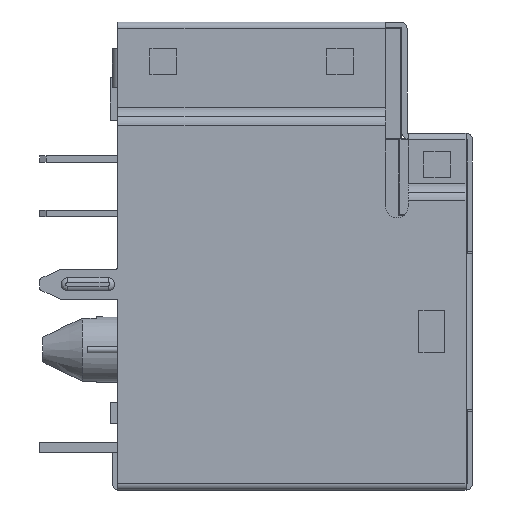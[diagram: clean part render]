
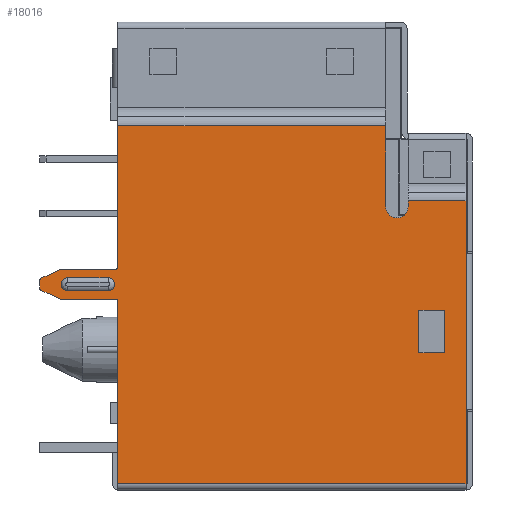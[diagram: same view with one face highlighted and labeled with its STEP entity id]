
A CAD part, left-side view. The second image highlights one B-rep face of the part: STEP entity #18016.
In plain terms, the highlighted planar face has unit normal (-1, 0, 0).
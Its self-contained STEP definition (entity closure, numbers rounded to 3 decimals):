
#351=CIRCLE('',#18822,0.3);
#353=CIRCLE('',#18826,0.3);
#357=CIRCLE('',#18832,0.1);
#359=CIRCLE('',#18836,0.1);
#361=CIRCLE('',#18840,0.1);
#363=CIRCLE('',#18844,0.1);
#369=CIRCLE('',#18852,0.525);
#373=CIRCLE('',#18860,0.1);
#375=CIRCLE('',#18864,0.1);
#1787=ORIENTED_EDGE('',*,*,#5252,.F.);
#1788=ORIENTED_EDGE('',*,*,#5254,.F.);
#1789=ORIENTED_EDGE('',*,*,#5245,.F.);
#1790=ORIENTED_EDGE('',*,*,#5249,.F.);
#1791=ORIENTED_EDGE('',*,*,#5228,.F.);
#1792=ORIENTED_EDGE('',*,*,#5233,.T.);
#1793=ORIENTED_EDGE('',*,*,#5234,.F.);
#1794=ORIENTED_EDGE('',*,*,#5185,.T.);
#1795=ORIENTED_EDGE('',*,*,#5187,.F.);
#1796=ORIENTED_EDGE('',*,*,#5192,.T.);
#1797=ORIENTED_EDGE('',*,*,#5193,.F.);
#1798=ORIENTED_EDGE('',*,*,#5198,.T.);
#1799=ORIENTED_EDGE('',*,*,#5201,.F.);
#1800=ORIENTED_EDGE('',*,*,#5203,.T.);
#1801=ORIENTED_EDGE('',*,*,#5049,.T.);
#1802=ORIENTED_EDGE('',*,*,#5110,.T.);
#1803=ORIENTED_EDGE('',*,*,#5108,.T.);
#1804=ORIENTED_EDGE('',*,*,#5256,.T.);
#1805=ORIENTED_EDGE('',*,*,#5208,.T.);
#1806=ORIENTED_EDGE('',*,*,#5216,.T.);
#1807=ORIENTED_EDGE('',*,*,#5217,.T.);
#1808=ORIENTED_EDGE('',*,*,#5181,.T.);
#1809=ORIENTED_EDGE('',*,*,#5224,.T.);
#1810=ORIENTED_EDGE('',*,*,#5227,.T.);
#1811=ORIENTED_EDGE('',*,*,#5179,.T.);
#1812=ORIENTED_EDGE('',*,*,#5177,.T.);
#1813=ORIENTED_EDGE('',*,*,#5176,.T.);
#1814=ORIENTED_EDGE('',*,*,#5173,.T.);
#5049=EDGE_CURVE('',#6894,#6893,#8132,.T.);
#5108=EDGE_CURVE('',#6937,#6936,#8175,.T.);
#5110=EDGE_CURVE('',#6893,#6937,#8176,.T.);
#5173=EDGE_CURVE('',#6983,#6982,#8226,.T.);
#5176=EDGE_CURVE('',#6984,#6983,#351,.F.);
#5177=EDGE_CURVE('',#6985,#6984,#8227,.T.);
#5179=EDGE_CURVE('',#6982,#6985,#353,.F.);
#5181=EDGE_CURVE('',#6987,#6986,#8228,.T.);
#5185=EDGE_CURVE('',#6991,#6990,#357,.T.);
#5187=EDGE_CURVE('',#6992,#6990,#8231,.T.);
#5192=EDGE_CURVE('',#6992,#6995,#359,.T.);
#5193=EDGE_CURVE('',#6996,#6995,#8235,.T.);
#5198=EDGE_CURVE('',#6996,#6999,#361,.T.);
#5201=EDGE_CURVE('',#7001,#6999,#8241,.T.);
#5203=EDGE_CURVE('',#7001,#6894,#363,.F.);
#5208=EDGE_CURVE('',#7007,#7006,#8244,.T.);
#5216=EDGE_CURVE('',#7006,#7013,#369,.T.);
#5217=EDGE_CURVE('',#7013,#6987,#8249,.T.);
#5224=EDGE_CURVE('',#6986,#7017,#8254,.T.);
#5227=EDGE_CURVE('',#7017,#7019,#373,.F.);
#5228=EDGE_CURVE('',#7020,#7019,#8256,.T.);
#5233=EDGE_CURVE('',#7020,#7023,#375,.T.);
#5234=EDGE_CURVE('',#6991,#7023,#8260,.T.);
#5245=EDGE_CURVE('',#7029,#7030,#8265,.T.);
#5249=EDGE_CURVE('',#7033,#7029,#8269,.T.);
#5252=EDGE_CURVE('',#7035,#7033,#8272,.T.);
#5254=EDGE_CURVE('',#7030,#7035,#8274,.T.);
#5256=EDGE_CURVE('',#6936,#7007,#8276,.T.);
#6893=VERTEX_POINT('',#24468);
#6894=VERTEX_POINT('',#24470);
#6936=VERTEX_POINT('',#24581);
#6937=VERTEX_POINT('',#24583);
#6982=VERTEX_POINT('',#24714);
#6983=VERTEX_POINT('',#24716);
#6984=VERTEX_POINT('',#24720);
#6985=VERTEX_POINT('',#24724);
#6986=VERTEX_POINT('',#24730);
#6987=VERTEX_POINT('',#24732);
#6990=VERTEX_POINT('',#24739);
#6991=VERTEX_POINT('',#24741);
#6992=VERTEX_POINT('',#24745);
#6995=VERTEX_POINT('',#24753);
#6996=VERTEX_POINT('',#24757);
#6999=VERTEX_POINT('',#24765);
#7001=VERTEX_POINT('',#24771);
#7006=VERTEX_POINT('',#24785);
#7007=VERTEX_POINT('',#24787);
#7013=VERTEX_POINT('',#24801);
#7017=VERTEX_POINT('',#24816);
#7019=VERTEX_POINT('',#24822);
#7020=VERTEX_POINT('',#24826);
#7023=VERTEX_POINT('',#24834);
#7029=VERTEX_POINT('',#24858);
#7030=VERTEX_POINT('',#24860);
#7033=VERTEX_POINT('',#24867);
#7035=VERTEX_POINT('',#24873);
#8132=LINE('',#24469,#9585);
#8175=LINE('',#24582,#9628);
#8176=LINE('',#24586,#9629);
#8226=LINE('',#24715,#9679);
#8227=LINE('',#24723,#9680);
#8228=LINE('',#24731,#9681);
#8231=LINE('',#24744,#9684);
#8235=LINE('',#24756,#9688);
#8241=LINE('',#24772,#9694);
#8244=LINE('',#24786,#9697);
#8249=LINE('',#24804,#9702);
#8254=LINE('',#24817,#9707);
#8256=LINE('',#24825,#9709);
#8260=LINE('',#24837,#9713);
#8265=LINE('',#24859,#9718);
#8269=LINE('',#24868,#9722);
#8272=LINE('',#24874,#9725);
#8274=LINE('',#24877,#9727);
#8276=LINE('',#24880,#9729);
#9585=VECTOR('',#20283,1000.);
#9628=VECTOR('',#20380,1000.);
#9629=VECTOR('',#20385,1000.);
#9679=VECTOR('',#20503,1000.);
#9680=VECTOR('',#20514,1000.);
#9681=VECTOR('',#20525,1000.);
#9684=VECTOR('',#20538,1000.);
#9688=VECTOR('',#20550,1000.);
#9694=VECTOR('',#20564,1000.);
#9697=VECTOR('',#20579,1000.);
#9702=VECTOR('',#20596,1000.);
#9707=VECTOR('',#20609,1000.);
#9709=VECTOR('',#20619,1000.);
#9713=VECTOR('',#20631,1000.);
#9718=VECTOR('',#20658,1000.);
#9722=VECTOR('',#20664,1000.);
#9725=VECTOR('',#20669,1000.);
#9727=VECTOR('',#20673,1000.);
#9729=VECTOR('',#20677,1000.);
#10932=EDGE_LOOP('',(#1787,#1788,#1789,#1790));
#10933=EDGE_LOOP('',(#1791,#1792,#1793,#1794,#1795,#1796,#1797,#1798,#1799,
#1800,#1801,#1802,#1803,#1804,#1805,#1806,#1807,#1808,#1809,#1810));
#10934=EDGE_LOOP('',(#1811,#1812,#1813,#1814));
#11745=FACE_BOUND('',#10932,.T.);
#11746=FACE_BOUND('',#10933,.T.);
#11747=FACE_BOUND('',#10934,.T.);
#12477=PLANE('',#18888);
#18016=ADVANCED_FACE('',(#11745,#11746,#11747),#12477,.T.);
#18822=AXIS2_PLACEMENT_3D('',#24721,#20510,#20511);
#18826=AXIS2_PLACEMENT_3D('',#24727,#20519,#20520);
#18832=AXIS2_PLACEMENT_3D('',#24740,#20533,#20534);
#18836=AXIS2_PLACEMENT_3D('',#24754,#20546,#20547);
#18840=AXIS2_PLACEMENT_3D('',#24766,#20558,#20559);
#18844=AXIS2_PLACEMENT_3D('',#24775,#20569,#20570);
#18852=AXIS2_PLACEMENT_3D('',#24802,#20592,#20593);
#18860=AXIS2_PLACEMENT_3D('',#24823,#20615,#20616);
#18864=AXIS2_PLACEMENT_3D('',#24835,#20627,#20628);
#18888=AXIS2_PLACEMENT_3D('',#24895,#20699,#20700);
#20283=DIRECTION('',(0.,0.,-1.));
#20380=DIRECTION('',(0.,0.,1.));
#20385=DIRECTION('',(0.,-1.,0.));
#20503=DIRECTION('',(0.,-1.,0.));
#20510=DIRECTION('',(-1.,0.,0.));
#20511=DIRECTION('',(0.,0.,1.));
#20514=DIRECTION('',(0.,1.,0.));
#20519=DIRECTION('',(-1.,0.,0.));
#20520=DIRECTION('',(0.,0.,1.));
#20525=DIRECTION('',(0.,1.,0.));
#20533=DIRECTION('',(-1.,0.,0.));
#20534=DIRECTION('',(0.,0.,1.));
#20538=DIRECTION('',(0.,0.,1.));
#20546=DIRECTION('',(-1.,0.,0.));
#20547=DIRECTION('',(0.,0.,1.));
#20550=DIRECTION('',(0.,0.912,0.41));
#20558=DIRECTION('',(-1.,0.,0.));
#20559=DIRECTION('',(0.,0.,1.));
#20564=DIRECTION('',(0.,1.,0.));
#20569=DIRECTION('',(-1.,0.,0.));
#20570=DIRECTION('',(0.,0.,1.));
#20579=DIRECTION('',(0.,0.,-1.));
#20592=DIRECTION('',(1.,0.,0.));
#20593=DIRECTION('',(0.,-1.,0.));
#20596=DIRECTION('',(0.,0.,1.));
#20609=DIRECTION('',(0.,0.,-1.));
#20615=DIRECTION('',(-1.,0.,0.));
#20616=DIRECTION('',(0.,0.,1.));
#20619=DIRECTION('',(0.,-1.,0.));
#20627=DIRECTION('',(-1.,0.,0.));
#20628=DIRECTION('',(0.,0.,1.));
#20631=DIRECTION('',(0.,-0.912,0.41));
#20658=DIRECTION('',(0.,1.,0.));
#20664=DIRECTION('',(0.,0.,1.));
#20669=DIRECTION('',(0.,-1.,0.));
#20673=DIRECTION('',(0.,0.,-1.));
#20677=DIRECTION('',(0.,1.,0.));
#20699=DIRECTION('',(-1.,0.,0.));
#20700=DIRECTION('',(0.,0.,1.));
#24468=CARTESIAN_POINT('',(-7.975,8.275,-10.62));
#24469=CARTESIAN_POINT('',(-7.975,8.275,2.58));
#24470=CARTESIAN_POINT('',(-7.975,8.275,-2.12));
#24581=CARTESIAN_POINT('',(-7.975,-7.975,2.58));
#24582=CARTESIAN_POINT('',(-7.975,-7.975,-10.724));
#24583=CARTESIAN_POINT('',(-7.975,-7.975,-10.62));
#24586=CARTESIAN_POINT('',(-7.975,8.275,-10.62));
#24714=CARTESIAN_POINT('',(-7.975,8.725,-1.02));
#24715=CARTESIAN_POINT('',(-7.975,8.275,-1.02));
#24716=CARTESIAN_POINT('',(-7.975,10.625,-1.02));
#24720=CARTESIAN_POINT('',(-7.975,10.625,-1.62));
#24721=CARTESIAN_POINT('',(-7.975,10.625,-1.32));
#24723=CARTESIAN_POINT('',(-7.975,8.275,-1.62));
#24724=CARTESIAN_POINT('',(-7.975,8.725,-1.62));
#24727=CARTESIAN_POINT('',(-7.975,8.725,-1.32));
#24730=CARTESIAN_POINT('',(-7.975,8.275,6.08));
#24731=CARTESIAN_POINT('',(-7.975,-4.225,6.08));
#24732=CARTESIAN_POINT('',(-7.975,-4.225,6.08));
#24739=CARTESIAN_POINT('',(-7.975,11.925,-1.135));
#24740=CARTESIAN_POINT('',(-7.975,11.825,-1.135));
#24741=CARTESIAN_POINT('',(-7.975,11.866,-1.043));
#24744=CARTESIAN_POINT('',(-7.975,11.925,-1.57));
#24745=CARTESIAN_POINT('',(-7.975,11.925,-1.505));
#24753=CARTESIAN_POINT('',(-7.975,11.866,-1.597));
#24754=CARTESIAN_POINT('',(-7.975,11.825,-1.505));
#24756=CARTESIAN_POINT('',(-7.975,10.925,-2.02));
#24757=CARTESIAN_POINT('',(-7.975,10.945,-2.011));
#24765=CARTESIAN_POINT('',(-7.975,10.904,-2.02));
#24766=CARTESIAN_POINT('',(-7.975,10.904,-1.92));
#24771=CARTESIAN_POINT('',(-7.975,8.375,-2.02));
#24772=CARTESIAN_POINT('',(-7.975,8.275,-2.02));
#24775=CARTESIAN_POINT('',(-7.975,8.375,-2.12));
#24785=CARTESIAN_POINT('',(-7.975,-5.275,2.305));
#24786=CARTESIAN_POINT('',(-7.975,-5.275,2.58));
#24787=CARTESIAN_POINT('',(-7.975,-5.275,2.58));
#24801=CARTESIAN_POINT('',(-7.975,-4.225,2.305));
#24802=CARTESIAN_POINT('',(-7.975,-4.75,2.305));
#24804=CARTESIAN_POINT('',(-7.975,-4.225,2.58));
#24816=CARTESIAN_POINT('',(-7.975,8.275,-0.52));
#24817=CARTESIAN_POINT('',(-7.975,8.275,2.58));
#24822=CARTESIAN_POINT('',(-7.975,8.375,-0.62));
#24823=CARTESIAN_POINT('',(-7.975,8.375,-0.52));
#24825=CARTESIAN_POINT('',(-7.975,10.925,-0.62));
#24826=CARTESIAN_POINT('',(-7.975,10.904,-0.62));
#24834=CARTESIAN_POINT('',(-7.975,10.945,-0.629));
#24835=CARTESIAN_POINT('',(-7.975,10.904,-0.72));
#24837=CARTESIAN_POINT('',(-7.975,11.925,-1.07));
#24858=CARTESIAN_POINT('',(-7.975,-6.975,-2.52));
#24859=CARTESIAN_POINT('',(-7.975,-6.975,-2.52));
#24860=CARTESIAN_POINT('',(-7.975,-5.775,-2.52));
#24867=CARTESIAN_POINT('',(-7.975,-6.975,-4.52));
#24868=CARTESIAN_POINT('',(-7.975,-6.975,-4.52));
#24873=CARTESIAN_POINT('',(-7.975,-5.775,-4.52));
#24874=CARTESIAN_POINT('',(-7.975,-5.775,-4.52));
#24877=CARTESIAN_POINT('',(-7.975,-5.775,-2.52));
#24880=CARTESIAN_POINT('',(-7.975,-7.975,2.58));
#24895=CARTESIAN_POINT('',(-7.975,8.275,-10.724));
